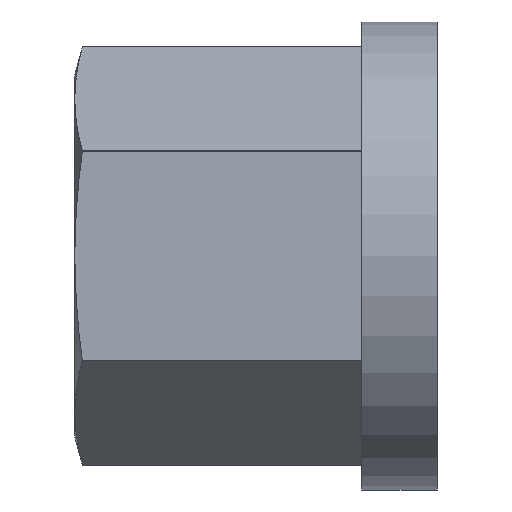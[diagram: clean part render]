
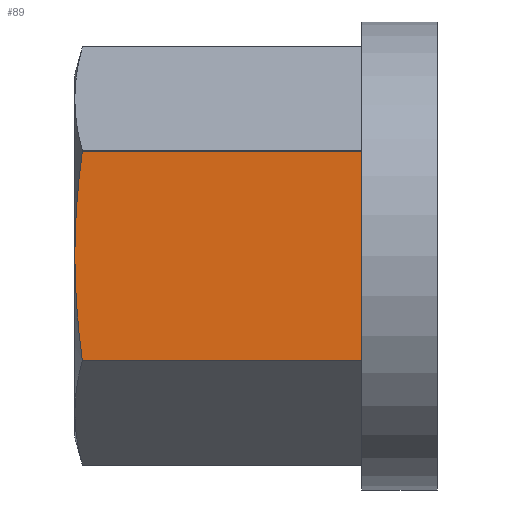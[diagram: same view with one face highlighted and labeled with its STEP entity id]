
A CAD part, top view. The second image highlights one B-rep face of the part: STEP entity #89.
In plain terms, the highlighted planar face has unit normal (0, 0, 1).
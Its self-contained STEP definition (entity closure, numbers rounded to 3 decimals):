
#89 = ADVANCED_FACE( '', ( #189 ), #190, .F. );
#189 = FACE_OUTER_BOUND( '', #296, .T. );
#190 = PLANE( '', #297 );
#296 = EDGE_LOOP( '', ( #497, #498, #499, #500, #501, #502, #503, #504, #505 ) );
#297 = AXIS2_PLACEMENT_3D( '', #506, #507, #508 );
#497 = ORIENTED_EDGE( '', *, *, #661, .T. );
#498 = ORIENTED_EDGE( '', *, *, #692, .T. );
#499 = ORIENTED_EDGE( '', *, *, #657, .T. );
#500 = ORIENTED_EDGE( '', *, *, #693, .T. );
#501 = ORIENTED_EDGE( '', *, *, #653, .T. );
#502 = ORIENTED_EDGE( '', *, *, #694, .T. );
#503 = ORIENTED_EDGE( '', *, *, #642, .F. );
#504 = ORIENTED_EDGE( '', *, *, #686, .F. );
#505 = ORIENTED_EDGE( '', *, *, #682, .T. );
#506 = CARTESIAN_POINT( '', ( -4.99, 6.928, 12. ) );
#507 = DIRECTION( '', ( 0., 0., -1. ) );
#508 = DIRECTION( '', ( -1., 0., 0. ) );
#642 = EDGE_CURVE( '', #768, #754, #770, .T. );
#653 = EDGE_CURVE( '', #785, #786, #787, .T. );
#657 = EDGE_CURVE( '', #791, #730, #792, .F. );
#661 = EDGE_CURVE( '', #797, #798, #799, .T. );
#682 = EDGE_CURVE( '', #829, #797, #830, .T. );
#686 = EDGE_CURVE( '', #829, #768, #835, .T. );
#692 = EDGE_CURVE( '', #798, #791, #843, .F. );
#693 = EDGE_CURVE( '', #730, #785, #844, .F. );
#694 = EDGE_CURVE( '', #786, #754, #845, .T. );
#730 = VERTEX_POINT( '', #891 );
#754 = VERTEX_POINT( '', #928 );
#768 = VERTEX_POINT( '', #957 );
#770 = LINE( '', #960, #961 );
#785 = VERTEX_POINT( '', #978 );
#786 = VERTEX_POINT( '', #979 );
#787 = LINE( '', #980, #981 );
#791 = VERTEX_POINT( '', #985 );
#792 = B_SPLINE_CURVE_WITH_KNOTS( '', 3, ( #986, #987, #988, #989, #990, #991 ), .UNSPECIFIED., .F., .F., ( 4, 2, 4 ), ( 0.019, 0.022, 0.026 ), .UNSPECIFIED. );
#797 = VERTEX_POINT( '', #1001 );
#798 = VERTEX_POINT( '', #1002 );
#799 = LINE( '', #1003, #1004 );
#829 = VERTEX_POINT( '', #1059 );
#830 = LINE( '', #1060, #1061 );
#835 = LINE( '', #1067, #1068 );
#843 = LINE( '', #1077, #1078 );
#844 = B_SPLINE_CURVE_WITH_KNOTS( '', 3, ( #1079, #1080, #1081, #1082, #1083, #1084 ), .UNSPECIFIED., .F., .F., ( 4, 2, 4 ), ( 0.012, 0.015, 0.019 ), .UNSPECIFIED. );
#845 = LINE( '', #1085, #1086 );
#891 = CARTESIAN_POINT( '', ( -24., 0., 12. ) );
#928 = CARTESIAN_POINT( '', ( -5., -6.928, 12. ) );
#957 = CARTESIAN_POINT( '', ( -4.99, -6.928, 12. ) );
#960 = CARTESIAN_POINT( '', ( -4.99, -6.928, 12. ) );
#961 = VECTOR( '', #1151, 1000. );
#978 = CARTESIAN_POINT( '', ( -23.504, -6.915, 12. ) );
#979 = CARTESIAN_POINT( '', ( -5., -6.915, 12. ) );
#980 = CARTESIAN_POINT( '', ( 0., -6.915, 12. ) );
#981 = VECTOR( '', #1166, 1000. );
#985 = CARTESIAN_POINT( '', ( -23.504, 6.915, 12. ) );
#986 = CARTESIAN_POINT( '', ( -24., 0., 12. ) );
#987 = CARTESIAN_POINT( '', ( -24., 1.155, 12. ) );
#988 = CARTESIAN_POINT( '', ( -23.955, 2.309, 12. ) );
#989 = CARTESIAN_POINT( '', ( -23.783, 4.614, 12. ) );
#990 = CARTESIAN_POINT( '', ( -23.658, 5.765, 12. ) );
#991 = CARTESIAN_POINT( '', ( -23.504, 6.915, 12. ) );
#1001 = CARTESIAN_POINT( '', ( -5., 6.928, 12. ) );
#1002 = CARTESIAN_POINT( '', ( -5., 6.915, 12. ) );
#1003 = CARTESIAN_POINT( '', ( -5., 15.5, 12. ) );
#1004 = VECTOR( '', #1176, 1000. );
#1059 = CARTESIAN_POINT( '', ( -4.99, 6.928, 12. ) );
#1060 = CARTESIAN_POINT( '', ( -4.99, 6.928, 12. ) );
#1061 = VECTOR( '', #1196, 1000. );
#1067 = CARTESIAN_POINT( '', ( -4.99, 6.928, 12. ) );
#1068 = VECTOR( '', #1201, 1000. );
#1077 = CARTESIAN_POINT( '', ( 0., 6.915, 12. ) );
#1078 = VECTOR( '', #1209, 1000. );
#1079 = CARTESIAN_POINT( '', ( -23.504, -6.915, 12. ) );
#1080 = CARTESIAN_POINT( '', ( -23.658, -5.766, 12. ) );
#1081 = CARTESIAN_POINT( '', ( -23.784, -4.61, 12. ) );
#1082 = CARTESIAN_POINT( '', ( -23.955, -2.303, 12. ) );
#1083 = CARTESIAN_POINT( '', ( -24., -1.151, 12. ) );
#1084 = CARTESIAN_POINT( '', ( -24., 0., 12. ) );
#1085 = CARTESIAN_POINT( '', ( -5., 15.5, 12. ) );
#1086 = VECTOR( '', #1210, 1000. );
#1151 = DIRECTION( '', ( -1., 0., 0. ) );
#1166 = DIRECTION( '', ( 1., 0., 0. ) );
#1176 = DIRECTION( '', ( 0., -1., 0. ) );
#1196 = DIRECTION( '', ( -1., 0., 0. ) );
#1201 = DIRECTION( '', ( 0., -1., 0. ) );
#1209 = DIRECTION( '', ( 1., 0., 0. ) );
#1210 = DIRECTION( '', ( 0., -1., 0. ) );
